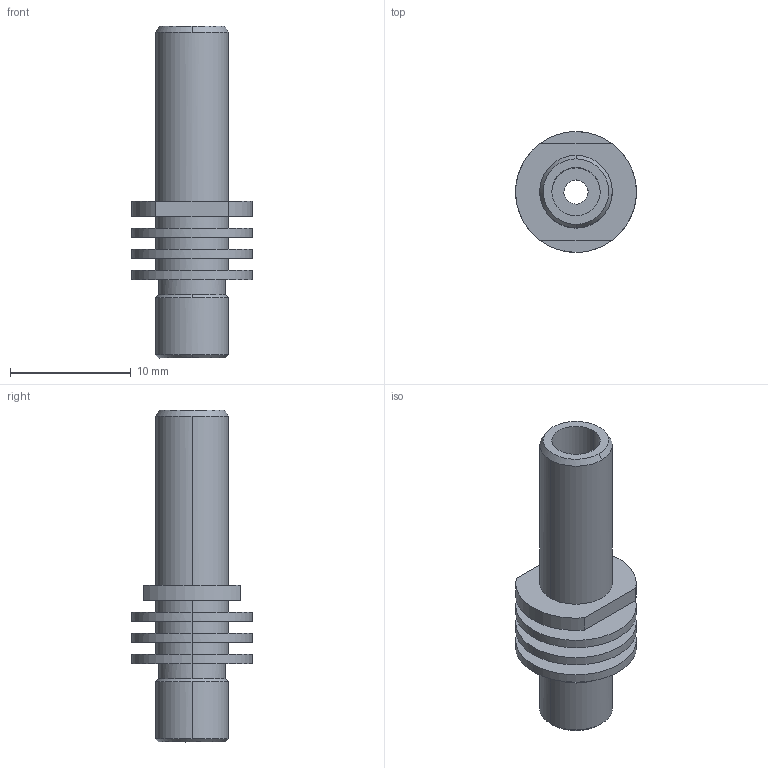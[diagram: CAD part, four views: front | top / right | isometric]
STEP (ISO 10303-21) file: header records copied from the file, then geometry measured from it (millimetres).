
FILE_DESCRIPTION(('FreeCAD Model'),'2;1');
FILE_NAME('Hot end tornillo_DDG_002 01.stp','2016-01-27T22:40:53',('FreeCAD'),('FreeCAD'), 'Open CASCADE STEP processor 6.8','FreeCAD','Unknown');
FILE_SCHEMA(('AUTOMOTIVE_DESIGN_CC2 { 1 2 10303 214 -1 1 5 4 }'));
Length unit declared in the file: millimetre
Products named in the file (1): Open CASCADE STEP translator 6.8 112
Bounding box: 10 x 10 x 27.5 mm (x, y, z)
Volume: 646.7 mm3; surface area: 1303.3 mm2
Topology: 1 solids, 1 shells, 43 faces, 132 edges, 100 vertices
Faces by surface type: bspline 30, plane 13
Entity records: 6982 total; most frequent: CARTESIAN_POINT 5386, ORIENTED_EDGE 264, PCURVE 264, DEFINITIONAL_REPRESENTATION 264, B_SPLINE_CURVE_WITH_KNOTS 220, EDGE_CURVE 132, SURFACE_CURVE 132, VERTEX_POINT 100
